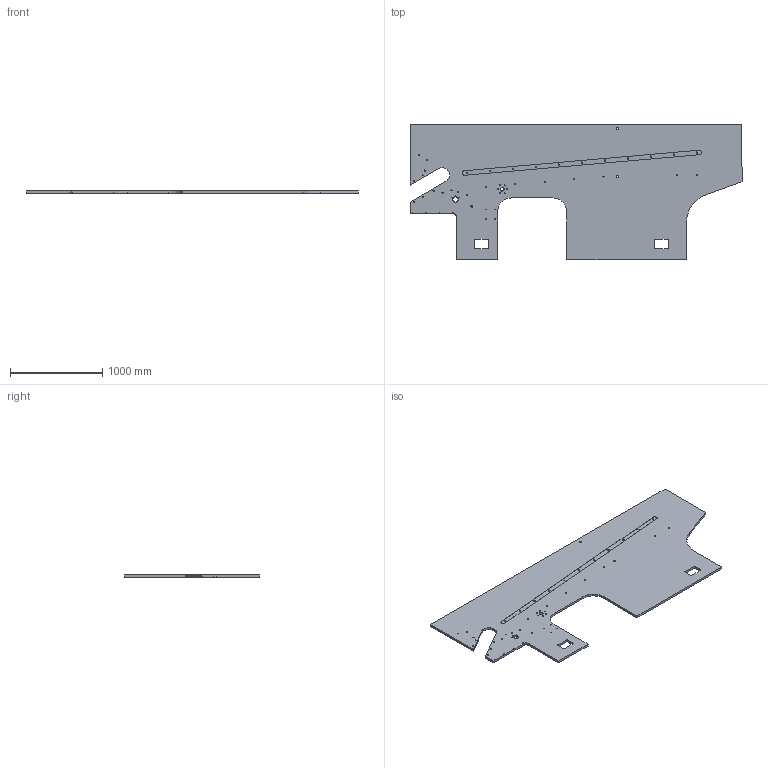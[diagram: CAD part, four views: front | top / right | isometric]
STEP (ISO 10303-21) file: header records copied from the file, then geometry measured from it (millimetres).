
FILE_DESCRIPTION((''),'2;1');
FILE_NAME('TEMP.stp','2022-02-16T19:25:08',(''),(''),'STEP Write','Mastercam 2022 ... CNC Software, Inc.','');
FILE_SCHEMA(('AUTOMOTIVE_DESIGN'));
Length unit declared in the file: millimetre
Products named in the file (1): None
Bounding box: 3600 x 1470 x 25 mm (x, y, z)
Volume: 99632530.6 mm3; surface area: 8395307.2 mm2
Topology: 1 solids, 1 shells, 99 faces, 340 edges, 244 vertices
Faces by surface type: cylinder 69, plane 30
Full cylindrical faces by diameter (mm): 5 x4, 6.8 x3, 10.5 x14, 12 x11, 13 x4, 16 x11, 20 x1, 25 x2, 40 x1, 60 x1
Entity records: 3747 total; most frequent: DIRECTION 680, CARTESIAN_POINT 581, ORIENTED_EDGE 472, AXIS2_PLACEMENT_3D 291, EDGE_LOOP 260, EDGE_CURVE 236, FACE_BOUND 213, VERTEX_POINT 192
